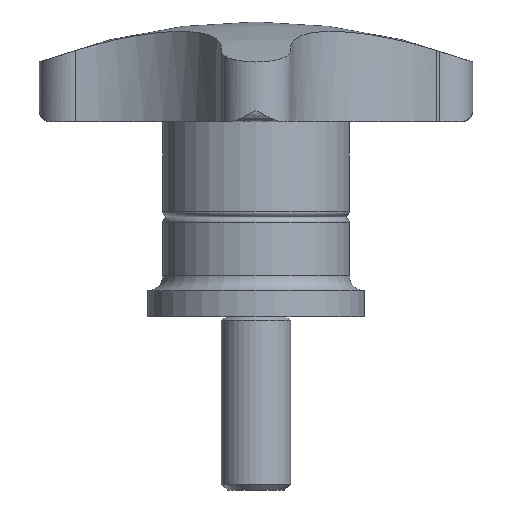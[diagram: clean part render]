
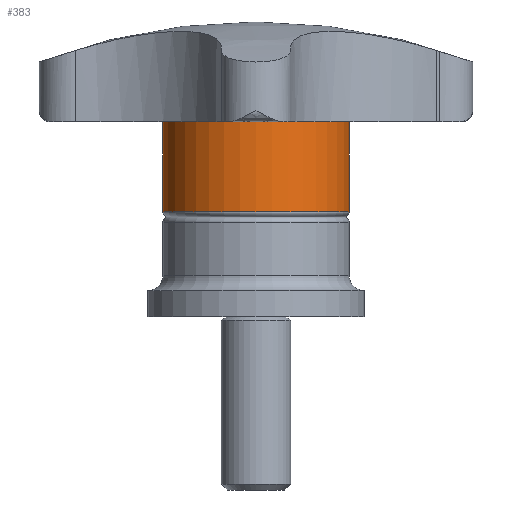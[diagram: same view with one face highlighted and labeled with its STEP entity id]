
A CAD part, front view. The second image highlights one B-rep face of the part: STEP entity #383.
In plain terms, the highlighted cylindrical face has radius 10.75 mm (diameter 21.5 mm), a partial arc.
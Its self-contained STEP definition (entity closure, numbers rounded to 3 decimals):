
#251=EDGE_CURVE('',#441,#499,#688,.T.);
#327=EDGE_CURVE('',#441,#535,#774,.T.);
#383=ADVANCED_FACE('',(#832),#833,.T.);
#407=VERTEX_POINT('',#860);
#441=VERTEX_POINT('',#895);
#499=VERTEX_POINT('',#962);
#535=VERTEX_POINT('',#1002);
#571=EDGE_CURVE('',#407,#499,#1041,.T.);
#585=EDGE_CURVE('',#535,#407,#1056,.T.);
#688=CIRCLE('',#1160,10.75);
#774=LINE('',#1338,#1339);
#832=FACE_OUTER_BOUND('',#1493,.T.);
#833=CYLINDRICAL_SURFACE('',#1494,10.75);
#860=CARTESIAN_POINT('',(10.75,0.,22.5));
#895=CARTESIAN_POINT('',(-10.75,0.,12.125));
#962=CARTESIAN_POINT('',(10.75,0.,12.125));
#1002=CARTESIAN_POINT('',(-10.75,0.,22.5));
#1041=LINE('',#1931,#1932);
#1056=CIRCLE('',#1977,10.75);
#1160=AXIS2_PLACEMENT_3D('',#2147,#2148,#2149);
#1338=CARTESIAN_POINT('',(-10.75,0.,17.313));
#1339=VECTOR('',#2286,1.0);
#1493=EDGE_LOOP('',(#2336,#2337,#2338,#2339));
#1494=AXIS2_PLACEMENT_3D('',#2340,#2341,#2342);
#1931=CARTESIAN_POINT('',(10.75,0.,17.313));
#1932=VECTOR('',#2573,1.0);
#1977=AXIS2_PLACEMENT_3D('',#2587,#2588,#2589);
#2147=CARTESIAN_POINT('',(0.,0.,12.125));
#2148=DIRECTION('',(0.,0.,1.0));
#2149=DIRECTION('',(-1.0,0.,0.));
#2286=DIRECTION('',(0.,0.,1.0));
#2336=ORIENTED_EDGE('',*,*,#327,.F.);
#2337=ORIENTED_EDGE('',*,*,#251,.T.);
#2338=ORIENTED_EDGE('',*,*,#571,.F.);
#2339=ORIENTED_EDGE('',*,*,#585,.F.);
#2340=CARTESIAN_POINT('',(0.,0.,17.313));
#2341=DIRECTION('',(0.,0.,-1.0));
#2342=DIRECTION('',(-1.0,0.,0.));
#2573=DIRECTION('',(0.,0.,-1.0));
#2587=CARTESIAN_POINT('',(0.,0.,22.5));
#2588=DIRECTION('',(0.,0.,1.0));
#2589=DIRECTION('',(-1.0,0.,0.));
